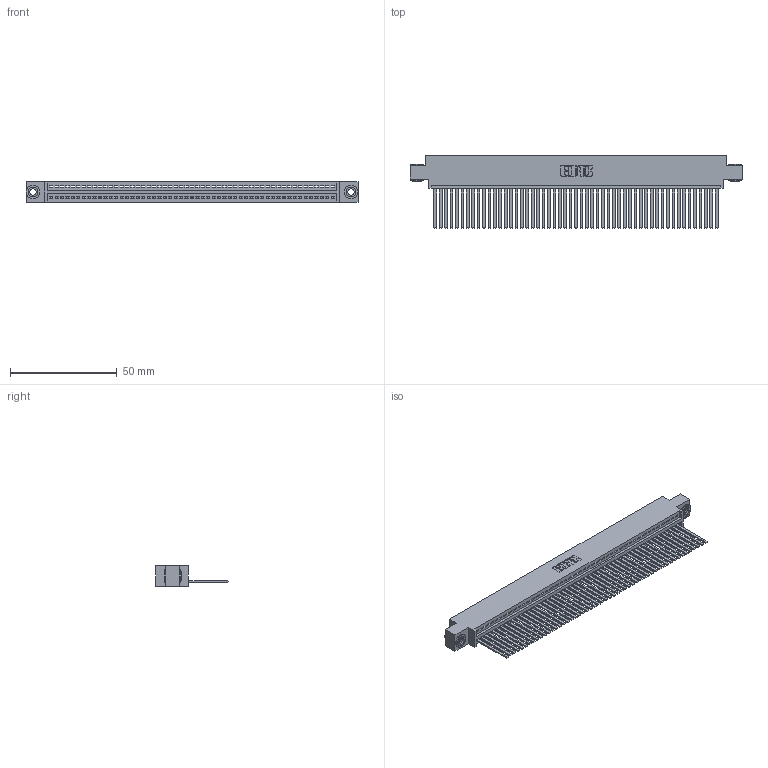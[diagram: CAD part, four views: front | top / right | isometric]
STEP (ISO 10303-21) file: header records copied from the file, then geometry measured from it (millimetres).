
FILE_DESCRIPTION (( 'STEP AP203' ), '1' );
FILE_NAME ('345-053-544-603.STEP', '2019-10-09T21:58:40', ( '' ), ( '' ), 'SwSTEP 2.0', 'SolidWorks 2016', '' );
FILE_SCHEMA (( 'CONFIG_CONTROL_DESIGN' ));
Length unit declared in the file: inch
Products named in the file (4): 345-292-001_345-293-144; 345-053-544-603; 345-250-002_345-250-002-102; 345 Part_0.170 Offset - 0.156 Dia-TH
Assembly tree (56 placements, depth 2):
  345-053-544-603
    345 Part_0.170 Offset - 0.156 Dia-TH
    345-292-001_345-293-144  x53
    345-250-002_345-250-002-102  x2
Bounding box: 155.83 x 33.96 x 9.4 mm (x, y, z)
Volume: 15410.7 mm3; surface area: 22812.7 mm2
Topology: 56 solids, 56 shells, 2924 faces, 8803 edges, 5794 vertices
Faces by surface type: plane 2002, cylinder 914, cone 8
Entity records: 39006 total; most frequent: CARTESIAN_POINT 6734, ORIENTED_EDGE 6714, DIRECTION 5893, EDGE_CURVE 3357, LINE 2993, VECTOR 2993, VERTEX_POINT 2234, AXIS2_PLACEMENT_3D 1450
